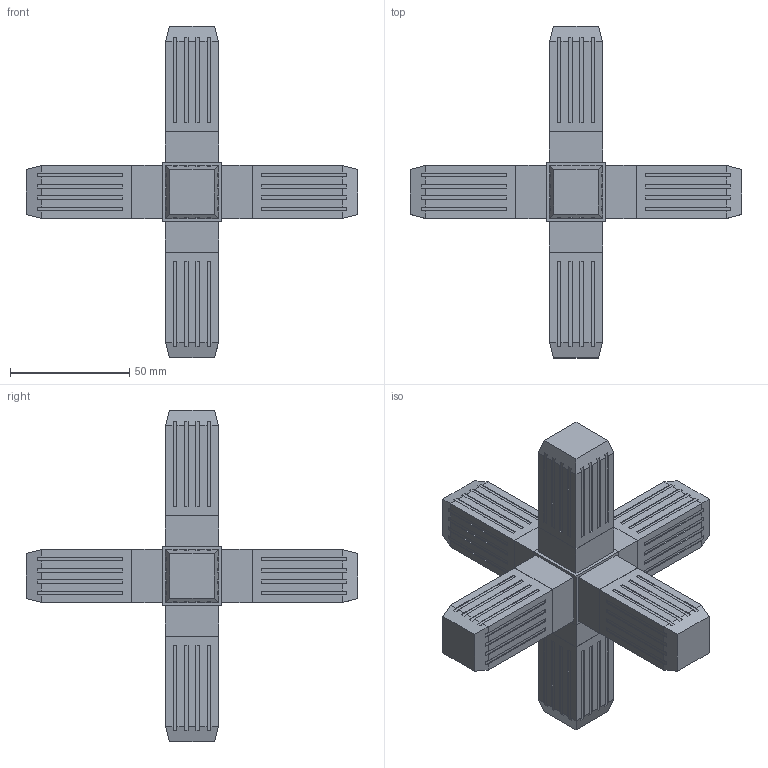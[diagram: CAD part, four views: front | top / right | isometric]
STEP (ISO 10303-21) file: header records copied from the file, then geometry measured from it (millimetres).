
FILE_DESCRIPTION(('STEP AP214'),'1');
FILE_NAME('100-324-S.stp','2014-07-06T20:44:49',(' '),(' '),'Spatial InterOp 3D',' ',' ');
FILE_SCHEMA(('automotive_design'));
Length unit declared in the file: metre
Products named in the file (2): 1; 2
Bounding box: 139.37 x 139.37 x 139.37 mm (x, y, z)
Volume: 182018.9 mm3; surface area: 36001 mm2
Topology: 1 solids, 1 shells, 474 faces, 1356 edges, 897 vertices
Faces by surface type: plane 474
Entity records: 18936 total; most frequent: CARTESIAN_POINT 2729, ORIENTED_EDGE 2712, DIRECTION 2308, EDGE_CURVE 1356, LINE 1356, VECTOR 1356, VERTEX_POINT 896, EDGE_LOOP 486
